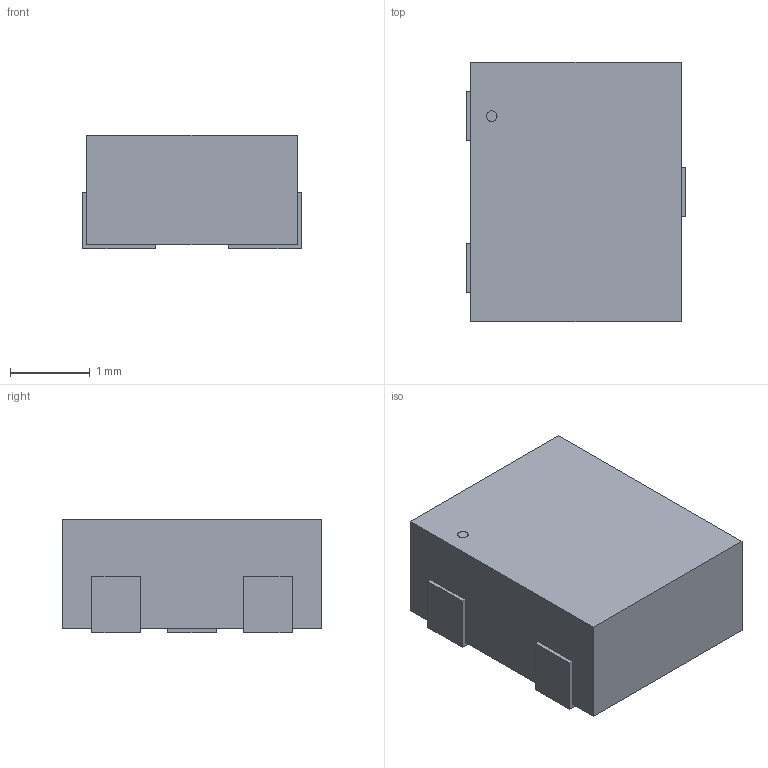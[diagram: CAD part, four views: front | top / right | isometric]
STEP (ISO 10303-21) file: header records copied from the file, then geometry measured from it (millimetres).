
FILE_DESCRIPTION(('STEP AP214'),'1');
FILE_NAME('TNPN_2N2222AUB_OPT','2023-03-03T05:42:49',(''),(''),'','','');
FILE_SCHEMA(('AUTOMOTIVE_DESIGN'));
Length unit declared in the file: millimetre
Products named in the file (1): product
Bounding box: 2.74 x 3.25 x 1.43 mm (x, y, z)
Volume: 11.9 mm3; surface area: 39.8 mm2
Topology: 5 solids, 5 shells, 33 faces, 69 edges, 46 vertices
Faces by surface type: plane 32, cylinder 1
Full cylindrical faces by diameter (mm): 0.132 x1
Entity records: 874 total; most frequent: DIRECTION 140, ORIENTED_EDGE 136, CARTESIAN_POINT 83, EDGE_CURVE 68, LINE 66, VECTOR 66, VERTEX_POINT 46, AXIS2_PLACEMENT_3D 37
